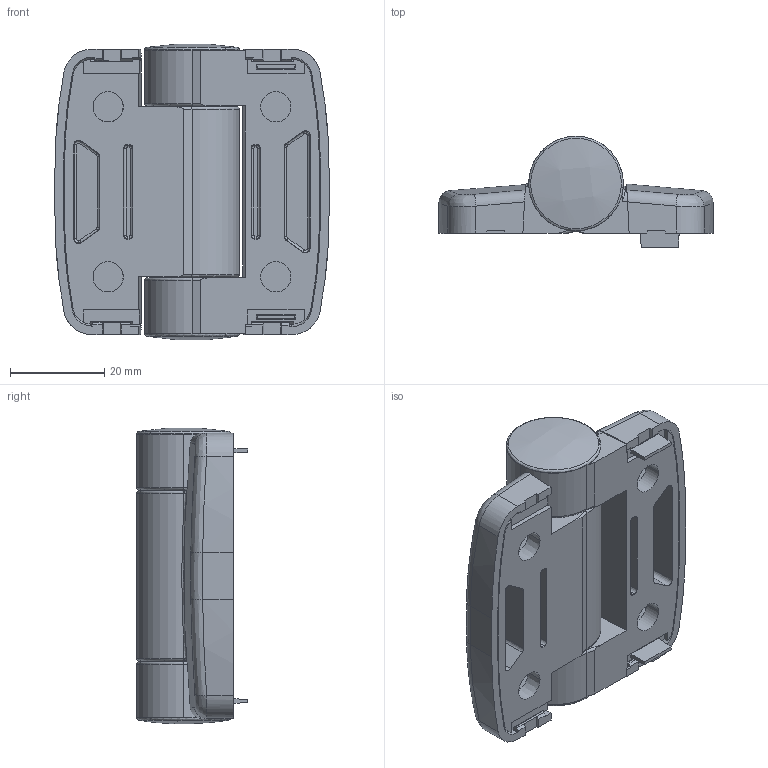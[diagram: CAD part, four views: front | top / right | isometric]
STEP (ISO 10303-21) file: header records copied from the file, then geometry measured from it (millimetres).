
FILE_DESCRIPTION (( 'STEP AP214' ), '1' );
FILE_NAME ('095s3030a08.STEP', '2014-08-26T09:00:08', ( '' ), ( '' ), 'SwSTEP 2.0', 'SolidWorks 2014', '' );
FILE_SCHEMA (( 'AUTOMOTIVE_DESIGN' ));
Length unit declared in the file: millimetre
Products named in the file (1): 095s3030a08
Bounding box: 58 x 23.5 x 62.53 mm (x, y, z)
Volume: 31072.4 mm3; surface area: 26034.6 mm2
Topology: 6 solids, 6 shells, 572 faces, 1447 edges, 897 vertices
Faces by surface type: plane 217, cylinder 179, bspline 140, cone 36
Entity records: 26741 total; most frequent: CARTESIAN_POINT 7317, ORIENTED_EDGE 2878, DIRECTION 2566, EDGE_CURVE 1439, AXIS2_PLACEMENT_3D 901, VERTEX_POINT 897, VECTOR 764, LINE 764
